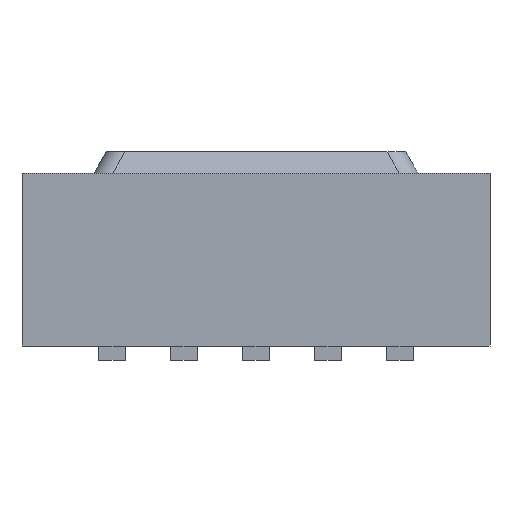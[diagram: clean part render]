
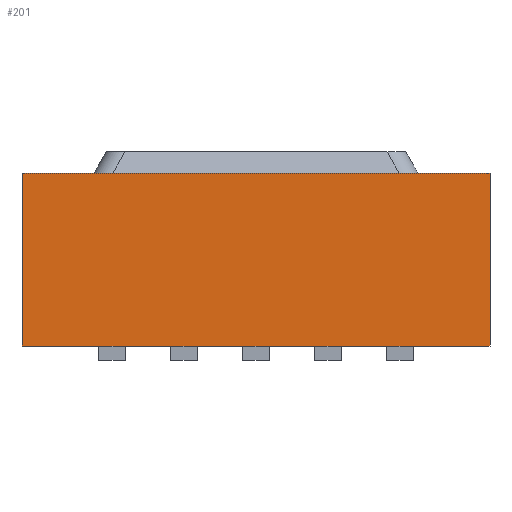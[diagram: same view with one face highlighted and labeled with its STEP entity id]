
A CAD part, front view. The second image highlights one B-rep face of the part: STEP entity #201.
In plain terms, the highlighted planar face has unit normal (0, -1, 0).
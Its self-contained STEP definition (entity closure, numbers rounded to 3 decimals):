
#7 = DIRECTION ( 'NONE',  ( 1., 0., 0. ) ) ;
#14 = VERTEX_POINT ( 'NONE', #3270 ) ;
#17 = EDGE_CURVE ( 'NONE', #2287, #803, #2681, .T. ) ;
#24 = CARTESIAN_POINT ( 'NONE',  ( 9.346, -8.012, 0. ) ) ;
#47 = CARTESIAN_POINT ( 'NONE',  ( 7.281, -8.012, 0. ) ) ;
#85 = CARTESIAN_POINT ( 'NONE',  ( 9.346, -8.012, 0. ) ) ;
#97 = CARTESIAN_POINT ( 'NONE',  ( 9.346, -8.012, 0. ) ) ;
#133 = VECTOR ( 'NONE', #2462, 1000. ) ;
#149 = EDGE_CURVE ( 'NONE', #1983, #3285, #3056, .T. ) ;
#194 = LINE ( 'NONE', #807, #3077 ) ;
#201 = ADVANCED_FACE ( 'NONE', ( #2182 ), #2344, .F. ) ;
#250 = VERTEX_POINT ( 'NONE', #1571 ) ;
#329 = VERTEX_POINT ( 'NONE', #1318 ) ;
#375 = ORIENTED_EDGE ( 'NONE', *, *, #3008, .T. ) ;
#421 = CARTESIAN_POINT ( 'NONE',  ( 8.281, -8.012, 0. ) ) ;
#519 = LINE ( 'NONE', #1523, #967 ) ;
#535 = CARTESIAN_POINT ( 'NONE',  ( 9.346, -8.012, 0. ) ) ;
#541 = CARTESIAN_POINT ( 'NONE',  ( 4.911, -8.013, 0. ) ) ;
#570 = AXIS2_PLACEMENT_3D ( 'NONE', #2878, #1253, #3138 ) ;
#584 = CARTESIAN_POINT ( 'NONE',  ( 9.346, -8.012, 0. ) ) ;
#733 = EDGE_CURVE ( 'NONE', #250, #2124, #519, .T. ) ;
#764 = DIRECTION ( 'NONE',  ( 1., 0., 0. ) ) ;
#765 = VERTEX_POINT ( 'NONE', #2944 ) ;
#777 = VERTEX_POINT ( 'NONE', #811 ) ;
#803 = VERTEX_POINT ( 'NONE', #541 ) ;
#807 = CARTESIAN_POINT ( 'NONE',  ( 9.346, -8.012, 0. ) ) ;
#811 = CARTESIAN_POINT ( 'NONE',  ( 2.846, -8.013, 0. ) ) ;
#821 = VERTEX_POINT ( 'NONE', #2149 ) ;
#842 = DIRECTION ( 'NONE',  ( 1., 0., 0. ) ) ;
#880 = VECTOR ( 'NONE', #1347, 1000. ) ;
#928 = ORIENTED_EDGE ( 'NONE', *, *, #149, .T. ) ;
#967 = VECTOR ( 'NONE', #764, 1000. ) ;
#1055 = VECTOR ( 'NONE', #2764, 1000. ) ;
#1056 = VERTEX_POINT ( 'NONE', #421 ) ;
#1089 = ORIENTED_EDGE ( 'NONE', *, *, #3177, .T. ) ;
#1181 = ORIENTED_EDGE ( 'NONE', *, *, #3173, .T. ) ;
#1190 = VECTOR ( 'NONE', #2140, 1000. ) ;
#1198 = ORIENTED_EDGE ( 'NONE', *, *, #2276, .T. ) ;
#1206 = ORIENTED_EDGE ( 'NONE', *, *, #1377, .T. ) ;
#1221 = ORIENTED_EDGE ( 'NONE', *, *, #1510, .T. ) ;
#1253 = DIRECTION ( 'NONE',  ( 0., 1., 0. ) ) ;
#1318 = CARTESIAN_POINT ( 'NONE',  ( 3.911, -8.013, 0. ) ) ;
#1342 = CARTESIAN_POINT ( 'NONE',  ( 4.281, -8.013, 0. ) ) ;
#1344 = VECTOR ( 'NONE', #3245, 1000. ) ;
#1347 = DIRECTION ( 'NONE',  ( 1., 0., 0. ) ) ;
#1377 = EDGE_CURVE ( 'NONE', #3285, #2229, #194, .T. ) ;
#1396 = EDGE_CURVE ( 'NONE', #803, #1983, #2253, .T. ) ;
#1444 = CARTESIAN_POINT ( 'NONE',  ( 9.346, -8.012, 0. ) ) ;
#1510 = EDGE_CURVE ( 'NONE', #765, #1056, #3114, .T. ) ;
#1520 = VECTOR ( 'NONE', #842, 1000. ) ;
#1523 = CARTESIAN_POINT ( 'NONE',  ( 9.346, -8.012, 0. ) ) ;
#1536 = EDGE_CURVE ( 'NONE', #777, #329, #2960, .T. ) ;
#1571 = CARTESIAN_POINT ( 'NONE',  ( 6.911, -8.012, 0. ) ) ;
#1582 = CARTESIAN_POINT ( 'NONE',  ( 9.346, -8.012, 0. ) ) ;
#1600 = EDGE_CURVE ( 'NONE', #14, #821, #1849, .T. ) ;
#1657 = CARTESIAN_POINT ( 'NONE',  ( 6.281, -8.012, 0. ) ) ;
#1664 = EDGE_LOOP ( 'NONE', ( #2399, #1089, #2974, #1819, #928, #1206, #2788, #2518, #375, #1221, #1181, #1793, #2627, #1198 ) ) ;
#1670 = DIRECTION ( 'NONE',  ( 1., 0., 0. ) ) ;
#1793 = ORIENTED_EDGE ( 'NONE', *, *, #3312, .F. ) ;
#1819 = ORIENTED_EDGE ( 'NONE', *, *, #1396, .T. ) ;
#1820 = VECTOR ( 'NONE', #2646, 1000. ) ;
#1849 = LINE ( 'NONE', #2220, #1344 ) ;
#1854 = CARTESIAN_POINT ( 'NONE',  ( 9.346, -8.012, 0. ) ) ;
#1909 = VECTOR ( 'NONE', #3198, 1000. ) ;
#1967 = CARTESIAN_POINT ( 'NONE',  ( 9.346, -8.012, 0. ) ) ;
#1983 = VERTEX_POINT ( 'NONE', #2132 ) ;
#1998 = LINE ( 'NONE', #1582, #1190 ) ;
#2103 = DIRECTION ( 'NONE',  ( 1., 0., 0. ) ) ;
#2124 = VERTEX_POINT ( 'NONE', #47 ) ;
#2132 = CARTESIAN_POINT ( 'NONE',  ( 5.281, -8.013, 0. ) ) ;
#2140 = DIRECTION ( 'NONE',  ( 1., 0., 0. ) ) ;
#2149 = CARTESIAN_POINT ( 'NONE',  ( 9.346, -8.012, 2.4 ) ) ;
#2182 = FACE_OUTER_BOUND ( 'NONE', #1664, .T. ) ;
#2204 = CARTESIAN_POINT ( 'NONE',  ( 5.911, -8.012, 0. ) ) ;
#2220 = CARTESIAN_POINT ( 'NONE',  ( 9.346, -8.012, 2.4 ) ) ;
#2228 = CARTESIAN_POINT ( 'NONE',  ( 9.346, -8.012, 2.4 ) ) ;
#2229 = VERTEX_POINT ( 'NONE', #1657 ) ;
#2241 = DIRECTION ( 'NONE',  ( 1., 0., 0. ) ) ;
#2249 = VECTOR ( 'NONE', #2241, 1000. ) ;
#2253 = LINE ( 'NONE', #85, #1520 ) ;
#2265 = VECTOR ( 'NONE', #2103, 1000. ) ;
#2276 = EDGE_CURVE ( 'NONE', #14, #777, #3184, .T. ) ;
#2287 = VERTEX_POINT ( 'NONE', #1342 ) ;
#2301 = LINE ( 'NONE', #1854, #880 ) ;
#2344 = PLANE ( 'NONE',  #570 ) ;
#2399 = ORIENTED_EDGE ( 'NONE', *, *, #1536, .T. ) ;
#2462 = DIRECTION ( 'NONE',  ( 0., 0., -1. ) ) ;
#2518 = ORIENTED_EDGE ( 'NONE', *, *, #733, .T. ) ;
#2556 = LINE ( 'NONE', #535, #1820 ) ;
#2627 = ORIENTED_EDGE ( 'NONE', *, *, #1600, .F. ) ;
#2646 = DIRECTION ( 'NONE',  ( 1., 0., 0. ) ) ;
#2670 = VECTOR ( 'NONE', #3229, 1000. ) ;
#2681 = LINE ( 'NONE', #1444, #1055 ) ;
#2764 = DIRECTION ( 'NONE',  ( 1., 0., 0. ) ) ;
#2788 = ORIENTED_EDGE ( 'NONE', *, *, #3218, .T. ) ;
#2878 = CARTESIAN_POINT ( 'NONE',  ( 9.346, -8.012, 2.4 ) ) ;
#2944 = CARTESIAN_POINT ( 'NONE',  ( 7.911, -8.012, 0. ) ) ;
#2960 = LINE ( 'NONE', #97, #2249 ) ;
#2970 = LINE ( 'NONE', #2228, #2670 ) ;
#2974 = ORIENTED_EDGE ( 'NONE', *, *, #17, .T. ) ;
#3008 = EDGE_CURVE ( 'NONE', #2124, #765, #2556, .T. ) ;
#3013 = LINE ( 'NONE', #24, #1909 ) ;
#3056 = LINE ( 'NONE', #3081, #2265 ) ;
#3064 = VERTEX_POINT ( 'NONE', #584 ) ;
#3072 = VECTOR ( 'NONE', #1670, 1000. ) ;
#3077 = VECTOR ( 'NONE', #7, 1000. ) ;
#3081 = CARTESIAN_POINT ( 'NONE',  ( 9.346, -8.012, 0. ) ) ;
#3114 = LINE ( 'NONE', #1967, #3072 ) ;
#3138 = DIRECTION ( 'NONE',  ( -1., 0., 0. ) ) ;
#3173 = EDGE_CURVE ( 'NONE', #1056, #3064, #3013, .T. ) ;
#3177 = EDGE_CURVE ( 'NONE', #329, #2287, #2301, .T. ) ;
#3184 = LINE ( 'NONE', #3254, #133 ) ;
#3198 = DIRECTION ( 'NONE',  ( 1., 0., 0. ) ) ;
#3218 = EDGE_CURVE ( 'NONE', #2229, #250, #1998, .T. ) ;
#3229 = DIRECTION ( 'NONE',  ( 0., 0., -1. ) ) ;
#3245 = DIRECTION ( 'NONE',  ( 1., 0., 0. ) ) ;
#3254 = CARTESIAN_POINT ( 'NONE',  ( 2.846, -8.013, 2.4 ) ) ;
#3270 = CARTESIAN_POINT ( 'NONE',  ( 2.846, -8.013, 2.4 ) ) ;
#3285 = VERTEX_POINT ( 'NONE', #2204 ) ;
#3312 = EDGE_CURVE ( 'NONE', #821, #3064, #2970, .T. ) ;
